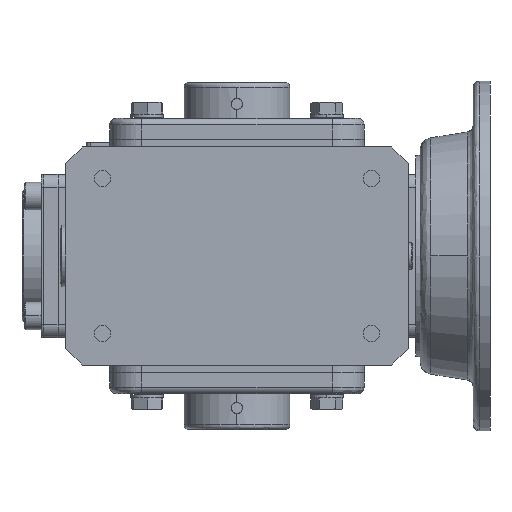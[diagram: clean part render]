
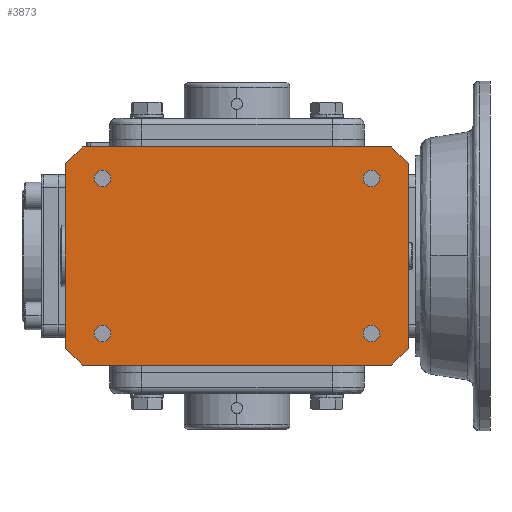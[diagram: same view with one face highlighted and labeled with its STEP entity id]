
A CAD part, front view. The second image highlights one B-rep face of the part: STEP entity #3873.
In plain terms, the highlighted planar face has unit normal (0, -1, 0).
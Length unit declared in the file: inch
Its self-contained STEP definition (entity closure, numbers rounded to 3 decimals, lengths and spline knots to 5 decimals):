
#18 = DIRECTION ( 'NONE',  ( 0., 0., -1. ) ) ;
#26 = VECTOR ( 'NONE', #18107, 39.37008 ) ;
#106 = CARTESIAN_POINT ( 'NONE',  ( -2.5, -2.5, -1.43996 ) ) ;
#138 = DIRECTION ( 'NONE',  ( 0., 1., 0. ) ) ;
#147 = AXIS2_PLACEMENT_3D ( 'NONE', #290, #12299, #2020 ) ;
#282 = EDGE_CURVE ( 'NONE', #3858, #20125, #6613, .T. ) ;
#290 = CARTESIAN_POINT ( 'NONE',  ( -2.5, -2.5, 1.43996 ) ) ;
#437 = CARTESIAN_POINT ( 'NONE',  ( 2.5, -2.5, -1.43996 ) ) ;
#555 = CARTESIAN_POINT ( 'NONE',  ( -3.18898, -2.5, -1.7126 ) ) ;
#563 = LINE ( 'NONE', #6110, #26 ) ;
#1220 = ORIENTED_EDGE ( 'NONE', *, *, #9228, .T. ) ;
#1542 = EDGE_CURVE ( 'NONE', #9684, #15235, #4145, .T. ) ;
#1597 = CARTESIAN_POINT ( 'NONE',  ( 3.18898, -2.5, -1.7126 ) ) ;
#1646 = FACE_OUTER_BOUND ( 'NONE', #7779, .T. ) ;
#1809 = VECTOR ( 'NONE', #20898, 39.37008 ) ;
#1843 = DIRECTION ( 'NONE',  ( 0., 0., -1. ) ) ;
#1996 = CARTESIAN_POINT ( 'NONE',  ( 3.18898, -2.5, -1.7126 ) ) ;
#2010 = VERTEX_POINT ( 'NONE', #8642 ) ;
#2020 = DIRECTION ( 'NONE',  ( 0., 0., -1. ) ) ;
#2034 = VECTOR ( 'NONE', #18563, 39.37008 ) ;
#2160 = DIRECTION ( 'NONE',  ( 0., 0., -1. ) ) ;
#2183 = FACE_BOUND ( 'NONE', #5488, .T. ) ;
#2491 = CARTESIAN_POINT ( 'NONE',  ( -2.5, -2.5, -1.43996 ) ) ;
#3238 = ORIENTED_EDGE ( 'NONE', *, *, #10296, .F. ) ;
#3752 = LINE ( 'NONE', #8449, #22049 ) ;
#3840 = AXIS2_PLACEMENT_3D ( 'NONE', #2491, #14498, #4235 ) ;
#3858 = VERTEX_POINT ( 'NONE', #4713 ) ;
#3873 = ADVANCED_FACE ( 'NONE', ( #1646, #2183, #10238, #19372, #5683 ), #11616, .T. ) ;
#4145 = LINE ( 'NONE', #1996, #18389 ) ;
#4196 = LINE ( 'NONE', #555, #8223 ) ;
#4235 = DIRECTION ( 'NONE',  ( 0., 0., -1. ) ) ;
#4307 = CARTESIAN_POINT ( 'NONE',  ( 2.5, -2.5, -1.59621 ) ) ;
#4355 = CIRCLE ( 'NONE', #14719, 0.15625 ) ;
#4713 = CARTESIAN_POINT ( 'NONE',  ( -2.87402, -2.5, 2.02756 ) ) ;
#4844 = ORIENTED_EDGE ( 'NONE', *, *, #15817, .T. ) ;
#5381 = CARTESIAN_POINT ( 'NONE',  ( -3.18898, -2.5, -1.7126 ) ) ;
#5417 = ORIENTED_EDGE ( 'NONE', *, *, #14633, .T. ) ;
#5480 = DIRECTION ( 'NONE',  ( 0., 1., 0. ) ) ;
#5488 = EDGE_LOOP ( 'NONE', ( #1220, #13150 ) ) ;
#5513 = ORIENTED_EDGE ( 'NONE', *, *, #1542, .T. ) ;
#5683 = FACE_BOUND ( 'NONE', #16268, .T. ) ;
#5730 = CARTESIAN_POINT ( 'NONE',  ( 3.18898, -2.5, 1.7126 ) ) ;
#6110 = CARTESIAN_POINT ( 'NONE',  ( -3.18898, -2.5, -2.02756 ) ) ;
#6122 = CIRCLE ( 'NONE', #147, 0.15625 ) ;
#6504 = DIRECTION ( 'NONE',  ( 0., -1., 0. ) ) ;
#6519 = ORIENTED_EDGE ( 'NONE', *, *, #8701, .T. ) ;
#6613 = LINE ( 'NONE', #15268, #2034 ) ;
#6739 = DIRECTION ( 'NONE',  ( 0.707, 0., 0.707 ) ) ;
#6988 = ORIENTED_EDGE ( 'NONE', *, *, #18180, .T. ) ;
#7392 = CARTESIAN_POINT ( 'NONE',  ( 3.18898, -2.5, 2.02756 ) ) ;
#7452 = LINE ( 'NONE', #7392, #16090 ) ;
#7616 = DIRECTION ( 'NONE',  ( 0.707, 0., -0.707 ) ) ;
#7738 = EDGE_CURVE ( 'NONE', #14398, #21514, #14805, .T. ) ;
#7779 = EDGE_LOOP ( 'NONE', ( #6988, #21857, #17331, #5513, #10887, #21915, #12304, #3238 ) ) ;
#7826 = EDGE_CURVE ( 'NONE', #13010, #9684, #563, .T. ) ;
#7832 = VERTEX_POINT ( 'NONE', #4307 ) ;
#8041 = CARTESIAN_POINT ( 'NONE',  ( 2.87402, -2.5, 2.02756 ) ) ;
#8223 = VECTOR ( 'NONE', #10828, 39.37008 ) ;
#8449 = CARTESIAN_POINT ( 'NONE',  ( -2.87402, -2.5, 2.02756 ) ) ;
#8583 = EDGE_CURVE ( 'NONE', #2010, #16245, #15055, .T. ) ;
#8642 = CARTESIAN_POINT ( 'NONE',  ( -2.5, -2.5, 1.28371 ) ) ;
#8701 = EDGE_CURVE ( 'NONE', #7832, #20039, #13428, .T. ) ;
#8878 = EDGE_CURVE ( 'NONE', #20125, #21210, #19883, .T. ) ;
#9031 = AXIS2_PLACEMENT_3D ( 'NONE', #15779, #5480, #17480 ) ;
#9228 = EDGE_CURVE ( 'NONE', #21514, #14398, #14233, .T. ) ;
#9684 = VERTEX_POINT ( 'NONE', #16572 ) ;
#10177 = CARTESIAN_POINT ( 'NONE',  ( 2.5, -2.5, 1.43996 ) ) ;
#10238 = FACE_BOUND ( 'NONE', #19893, .T. ) ;
#10296 = EDGE_CURVE ( 'NONE', #20043, #3858, #3752, .T. ) ;
#10309 = DIRECTION ( 'NONE',  ( 0., 1., 0. ) ) ;
#10426 = CARTESIAN_POINT ( 'NONE',  ( -2.5, -2.5, 1.43996 ) ) ;
#10828 = DIRECTION ( 'NONE',  ( 0.707, 0., -0.707 ) ) ;
#10887 = ORIENTED_EDGE ( 'NONE', *, *, #17511, .T. ) ;
#11076 = CARTESIAN_POINT ( 'NONE',  ( 2.87402, -2.5, 2.02756 ) ) ;
#11579 = CIRCLE ( 'NONE', #13293, 0.15625 ) ;
#11616 = PLANE ( 'NONE',  #21058 ) ;
#11784 = EDGE_CURVE ( 'NONE', #16245, #2010, #6122, .T. ) ;
#11912 = DIRECTION ( 'NONE',  ( 0., 0., -1. ) ) ;
#12120 = DIRECTION ( 'NONE',  ( 0., 1., 0. ) ) ;
#12142 = DIRECTION ( 'NONE',  ( 0., 0., -1. ) ) ;
#12261 = VERTEX_POINT ( 'NONE', #5381 ) ;
#12275 = DIRECTION ( 'NONE',  ( 0.707, 0., 0.707 ) ) ;
#12299 = DIRECTION ( 'NONE',  ( 0., 1., 0. ) ) ;
#12304 = ORIENTED_EDGE ( 'NONE', *, *, #282, .F. ) ;
#12445 = DIRECTION ( 'NONE',  ( 0., 1., 0. ) ) ;
#12571 = CARTESIAN_POINT ( 'NONE',  ( -2.87402, -2.5, -2.02756 ) ) ;
#12815 = ORIENTED_EDGE ( 'NONE', *, *, #11784, .T. ) ;
#13001 = EDGE_CURVE ( 'NONE', #12261, #13010, #4196, .T. ) ;
#13010 = VERTEX_POINT ( 'NONE', #12571 ) ;
#13025 = CARTESIAN_POINT ( 'NONE',  ( -2.5, -2.5, -1.28371 ) ) ;
#13150 = ORIENTED_EDGE ( 'NONE', *, *, #7738, .T. ) ;
#13293 = AXIS2_PLACEMENT_3D ( 'NONE', #20624, #10309, #18 ) ;
#13428 = CIRCLE ( 'NONE', #22155, 0.15625 ) ;
#14233 = CIRCLE ( 'NONE', #16687, 0.15625 ) ;
#14326 = CIRCLE ( 'NONE', #9031, 0.15625 ) ;
#14398 = VERTEX_POINT ( 'NONE', #13025 ) ;
#14498 = DIRECTION ( 'NONE',  ( 0., 1., 0. ) ) ;
#14633 = EDGE_CURVE ( 'NONE', #17152, #18885, #4355, .T. ) ;
#14719 = AXIS2_PLACEMENT_3D ( 'NONE', #10177, #22230, #11912 ) ;
#14759 = VECTOR ( 'NONE', #7616, 39.37008 ) ;
#14805 = CIRCLE ( 'NONE', #3840, 0.15625 ) ;
#14969 = CARTESIAN_POINT ( 'NONE',  ( 2.5, -2.5, 1.59621 ) ) ;
#15055 = CIRCLE ( 'NONE', #15232, 0.15625 ) ;
#15232 = AXIS2_PLACEMENT_3D ( 'NONE', #10426, #138, #12142 ) ;
#15235 = VERTEX_POINT ( 'NONE', #1597 ) ;
#15268 = CARTESIAN_POINT ( 'NONE',  ( -3.18898, -2.5, 2.02756 ) ) ;
#15736 = ORIENTED_EDGE ( 'NONE', *, *, #20966, .T. ) ;
#15779 = CARTESIAN_POINT ( 'NONE',  ( 2.5, -2.5, -1.43996 ) ) ;
#15817 = EDGE_CURVE ( 'NONE', #18885, #17152, #11579, .T. ) ;
#16024 = CARTESIAN_POINT ( 'NONE',  ( -2.5, -2.5, -1.59621 ) ) ;
#16090 = VECTOR ( 'NONE', #19408, 39.37008 ) ;
#16245 = VERTEX_POINT ( 'NONE', #17001 ) ;
#16268 = EDGE_LOOP ( 'NONE', ( #6519, #15736 ) ) ;
#16572 = CARTESIAN_POINT ( 'NONE',  ( 2.87402, -2.5, -2.02756 ) ) ;
#16675 = CARTESIAN_POINT ( 'NONE',  ( 2.5, -2.5, 1.28371 ) ) ;
#16687 = AXIS2_PLACEMENT_3D ( 'NONE', #106, #12120, #1843 ) ;
#16816 = CARTESIAN_POINT ( 'NONE',  ( -3.18898, -2.5, 2.24409 ) ) ;
#17001 = CARTESIAN_POINT ( 'NONE',  ( -2.5, -2.5, 1.59621 ) ) ;
#17152 = VERTEX_POINT ( 'NONE', #16675 ) ;
#17331 = ORIENTED_EDGE ( 'NONE', *, *, #7826, .T. ) ;
#17427 = CARTESIAN_POINT ( 'NONE',  ( -3.18898, -2.5, 2.02756 ) ) ;
#17480 = DIRECTION ( 'NONE',  ( 0., 0., -1. ) ) ;
#17511 = EDGE_CURVE ( 'NONE', #15235, #21210, #7452, .T. ) ;
#18107 = DIRECTION ( 'NONE',  ( 1., 0., 0. ) ) ;
#18180 = EDGE_CURVE ( 'NONE', #20043, #12261, #20100, .T. ) ;
#18389 = VECTOR ( 'NONE', #12275, 39.37008 ) ;
#18517 = DIRECTION ( 'NONE',  ( 1., 0., 0. ) ) ;
#18563 = DIRECTION ( 'NONE',  ( 1., 0., 0. ) ) ;
#18885 = VERTEX_POINT ( 'NONE', #14969 ) ;
#19256 = CARTESIAN_POINT ( 'NONE',  ( 2.5, -2.5, -1.28371 ) ) ;
#19325 = CARTESIAN_POINT ( 'NONE',  ( -3.18898, -2.5, 1.7126 ) ) ;
#19372 = FACE_BOUND ( 'NONE', #21569, .T. ) ;
#19408 = DIRECTION ( 'NONE',  ( 0., 0., 1. ) ) ;
#19883 = LINE ( 'NONE', #11076, #14759 ) ;
#19893 = EDGE_LOOP ( 'NONE', ( #21399, #12815 ) ) ;
#20039 = VERTEX_POINT ( 'NONE', #19256 ) ;
#20043 = VERTEX_POINT ( 'NONE', #19325 ) ;
#20100 = LINE ( 'NONE', #17427, #1809 ) ;
#20125 = VERTEX_POINT ( 'NONE', #8041 ) ;
#20624 = CARTESIAN_POINT ( 'NONE',  ( 2.5, -2.5, 1.43996 ) ) ;
#20898 = DIRECTION ( 'NONE',  ( 0., 0., -1. ) ) ;
#20966 = EDGE_CURVE ( 'NONE', #20039, #7832, #14326, .T. ) ;
#21058 = AXIS2_PLACEMENT_3D ( 'NONE', #16816, #6504, #18517 ) ;
#21210 = VERTEX_POINT ( 'NONE', #5730 ) ;
#21399 = ORIENTED_EDGE ( 'NONE', *, *, #8583, .T. ) ;
#21514 = VERTEX_POINT ( 'NONE', #16024 ) ;
#21569 = EDGE_LOOP ( 'NONE', ( #5417, #4844 ) ) ;
#21857 = ORIENTED_EDGE ( 'NONE', *, *, #13001, .T. ) ;
#21915 = ORIENTED_EDGE ( 'NONE', *, *, #8878, .F. ) ;
#22049 = VECTOR ( 'NONE', #6739, 39.37008 ) ;
#22155 = AXIS2_PLACEMENT_3D ( 'NONE', #437, #12445, #2160 ) ;
#22230 = DIRECTION ( 'NONE',  ( 0., 1., 0. ) ) ;
